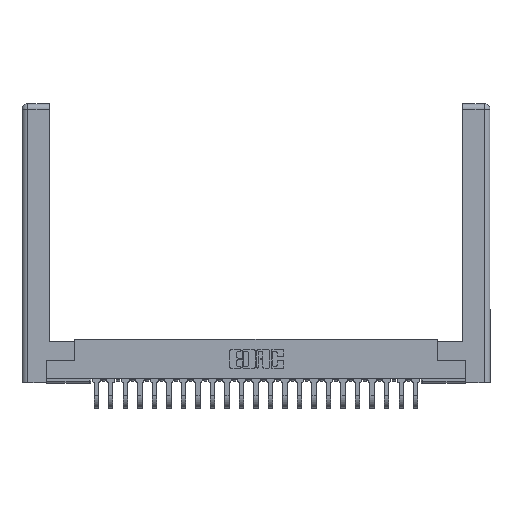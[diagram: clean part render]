
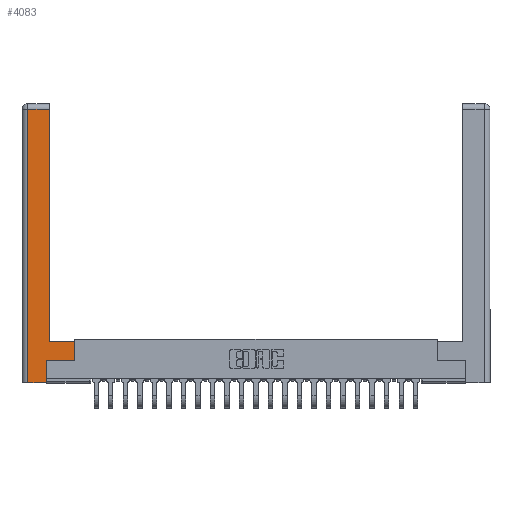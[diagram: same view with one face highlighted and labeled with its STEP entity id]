
A CAD part, top view. The second image highlights one B-rep face of the part: STEP entity #4083.
In plain terms, the highlighted planar face has unit normal (0, 0, 1).
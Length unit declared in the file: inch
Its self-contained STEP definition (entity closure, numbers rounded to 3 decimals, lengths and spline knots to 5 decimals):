
#364 = DIRECTION ( 'NONE',  ( 0., 1., 0. ) ) ;
#948 = EDGE_CURVE ( 'NONE', #6786, #3839, #3499, .T. ) ;
#981 = EDGE_CURVE ( 'NONE', #3839, #2802, #4637, .T. ) ;
#2221 = LINE ( 'NONE', #19373, #15286 ) ;
#2390 = EDGE_CURVE ( 'NONE', #9722, #16017, #12226, .T. ) ;
#2696 = CARTESIAN_POINT ( 'NONE',  ( 0.265, 0.245, 0. ) ) ;
#2703 = DIRECTION ( 'NONE',  ( 1., 0., 0. ) ) ;
#2802 = VERTEX_POINT ( 'NONE', #3198 ) ;
#2832 = LINE ( 'NONE', #10532, #11105 ) ;
#3198 = CARTESIAN_POINT ( 'NONE',  ( 0.0615, 0., 0. ) ) ;
#3499 = LINE ( 'NONE', #21010, #19300 ) ;
#3839 = VERTEX_POINT ( 'NONE', #24665 ) ;
#4083 = ADVANCED_FACE ( 'NONE', ( #24231 ), #8201, .F. ) ;
#4637 = LINE ( 'NONE', #24000, #7966 ) ;
#5247 = VECTOR ( 'NONE', #17265, 39.37008 ) ;
#5630 = DIRECTION ( 'NONE',  ( -1., 0., 0. ) ) ;
#5699 = CARTESIAN_POINT ( 'NONE',  ( 0.265, 0., 0. ) ) ;
#5819 = DIRECTION ( 'NONE',  ( 0., 1., 0. ) ) ;
#5905 = CARTESIAN_POINT ( 'NONE',  ( 0.295, 3., 0. ) ) ;
#6261 = DIRECTION ( 'NONE',  ( 1., 0., 0. ) ) ;
#6786 = VERTEX_POINT ( 'NONE', #9206 ) ;
#7013 = ORIENTED_EDGE ( 'NONE', *, *, #21995, .T. ) ;
#7405 = ORIENTED_EDGE ( 'NONE', *, *, #12797, .T. ) ;
#7433 = DIRECTION ( 'NONE',  ( -1., 0., 0. ) ) ;
#7966 = VECTOR ( 'NONE', #12362, 39.37008 ) ;
#8024 = ORIENTED_EDGE ( 'NONE', *, *, #15661, .T. ) ;
#8201 = PLANE ( 'NONE',  #21868 ) ;
#9198 = ORIENTED_EDGE ( 'NONE', *, *, #9916, .T. ) ;
#9206 = CARTESIAN_POINT ( 'NONE',  ( 0.295, 2.94, 0. ) ) ;
#9704 = LINE ( 'NONE', #5905, #5247 ) ;
#9722 = VERTEX_POINT ( 'NONE', #2696 ) ;
#9916 = EDGE_CURVE ( 'NONE', #16017, #15781, #15558, .T. ) ;
#10045 = CARTESIAN_POINT ( 'NONE',  ( 0.565, 0.245, 0. ) ) ;
#10532 = CARTESIAN_POINT ( 'NONE',  ( 0.265, 0., 0. ) ) ;
#10691 = CARTESIAN_POINT ( 'NONE',  ( 0., 0., 0. ) ) ;
#11061 = ORIENTED_EDGE ( 'NONE', *, *, #2390, .T. ) ;
#11105 = VECTOR ( 'NONE', #2703, 39.37008 ) ;
#11225 = CARTESIAN_POINT ( 'NONE',  ( 0.295, 0.45, 0. ) ) ;
#11600 = CARTESIAN_POINT ( 'NONE',  ( 0.295, 0.45, 0. ) ) ;
#12226 = LINE ( 'NONE', #19900, #16676 ) ;
#12362 = DIRECTION ( 'NONE',  ( 0., -1., 0. ) ) ;
#12778 = EDGE_CURVE ( 'NONE', #15781, #24606, #17394, .T. ) ;
#12797 = EDGE_CURVE ( 'NONE', #24606, #6786, #9704, .T. ) ;
#12945 = VECTOR ( 'NONE', #7433, 39.37008 ) ;
#13180 = CARTESIAN_POINT ( 'NONE',  ( 0.565, 0.45, 0. ) ) ;
#14152 = DIRECTION ( 'NONE',  ( -1., 0., 0. ) ) ;
#14609 = DIRECTION ( 'NONE',  ( 0., 0., -1. ) ) ;
#15286 = VECTOR ( 'NONE', #364, 39.37008 ) ;
#15558 = LINE ( 'NONE', #13180, #20236 ) ;
#15661 = EDGE_CURVE ( 'NONE', #19292, #9722, #2221, .T. ) ;
#15781 = VERTEX_POINT ( 'NONE', #21895 ) ;
#16017 = VERTEX_POINT ( 'NONE', #10045 ) ;
#16676 = VECTOR ( 'NONE', #6261, 39.37008 ) ;
#17265 = DIRECTION ( 'NONE',  ( 0., 1., 0. ) ) ;
#17394 = LINE ( 'NONE', #11600, #12945 ) ;
#18452 = ORIENTED_EDGE ( 'NONE', *, *, #981, .T. ) ;
#18948 = EDGE_LOOP ( 'NONE', ( #7405, #20178, #18452, #7013, #8024, #11061, #9198, #22481 ) ) ;
#19292 = VERTEX_POINT ( 'NONE', #5699 ) ;
#19300 = VECTOR ( 'NONE', #5630, 39.37008 ) ;
#19373 = CARTESIAN_POINT ( 'NONE',  ( 0.265, 0.245, 0. ) ) ;
#19900 = CARTESIAN_POINT ( 'NONE',  ( 0.565, 0.245, 0. ) ) ;
#20178 = ORIENTED_EDGE ( 'NONE', *, *, #948, .T. ) ;
#20236 = VECTOR ( 'NONE', #5819, 39.37008 ) ;
#21010 = CARTESIAN_POINT ( 'NONE',  ( 0.0615, 2.94, 0. ) ) ;
#21868 = AXIS2_PLACEMENT_3D ( 'NONE', #10691, #14609, #14152 ) ;
#21895 = CARTESIAN_POINT ( 'NONE',  ( 0.565, 0.45, 0. ) ) ;
#21995 = EDGE_CURVE ( 'NONE', #2802, #19292, #2832, .T. ) ;
#22481 = ORIENTED_EDGE ( 'NONE', *, *, #12778, .T. ) ;
#24000 = CARTESIAN_POINT ( 'NONE',  ( 0.0615, 0., 0. ) ) ;
#24231 = FACE_OUTER_BOUND ( 'NONE', #18948, .T. ) ;
#24606 = VERTEX_POINT ( 'NONE', #11225 ) ;
#24665 = CARTESIAN_POINT ( 'NONE',  ( 0.0615, 2.94, 0. ) ) ;
